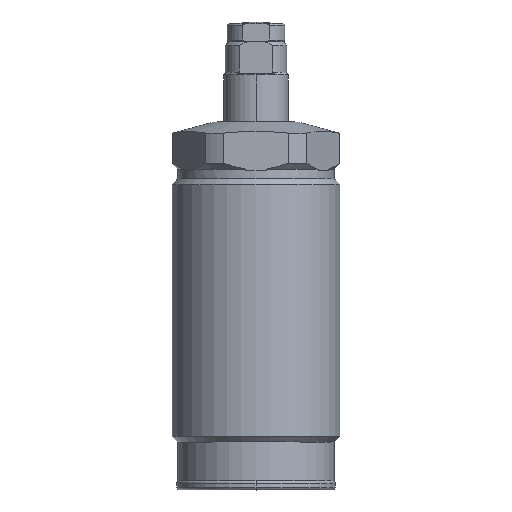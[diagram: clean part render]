
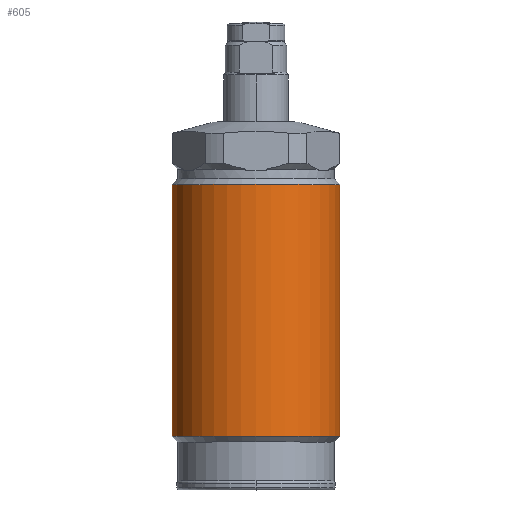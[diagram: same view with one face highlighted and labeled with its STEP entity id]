
A CAD part, top view. The second image highlights one B-rep face of the part: STEP entity #605.
In plain terms, the highlighted cylindrical face has radius 13 mm (diameter 26 mm), a partial arc.
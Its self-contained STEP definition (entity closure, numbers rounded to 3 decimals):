
#290=CYLINDRICAL_SURFACE('',#2479,13.);
#385=LINE('',#3892,#479);
#386=LINE('',#3893,#480);
#479=VECTOR('',#3073,1.);
#480=VECTOR('',#3074,1.);
#605=ADVANCED_FACE('',(#768),#290,.T.);
#768=FACE_OUTER_BOUND('',#905,.T.);
#905=EDGE_LOOP('',(#1330,#1331,#1332,#1333));
#1330=ORIENTED_EDGE('',*,*,#1975,.T.);
#1331=ORIENTED_EDGE('',*,*,#1976,.T.);
#1332=ORIENTED_EDGE('',*,*,#1973,.F.);
#1333=ORIENTED_EDGE('',*,*,#1977,.F.);
#1711=VERTEX_POINT('',#3884);
#1712=VERTEX_POINT('',#3886);
#1713=VERTEX_POINT('',#3890);
#1714=VERTEX_POINT('',#3891);
#1973=EDGE_CURVE('',#1711,#1712,#2214,.T.);
#1975=EDGE_CURVE('',#1713,#1714,#2215,.T.);
#1976=EDGE_CURVE('',#1714,#1712,#385,.T.);
#1977=EDGE_CURVE('',#1713,#1711,#386,.T.);
#2214=CIRCLE('',#2476,13.);
#2215=CIRCLE('',#2478,13.);
#2476=AXIS2_PLACEMENT_3D('',#3885,#3066,#3067);
#2478=AXIS2_PLACEMENT_3D('',#3889,#3071,#3072);
#2479=AXIS2_PLACEMENT_3D('',#3894,#3075,#3076);
#3066=DIRECTION('',(0.,-1.,0.));
#3067=DIRECTION('',(1.,0.,0.));
#3071=DIRECTION('',(0.,-1.,0.));
#3072=DIRECTION('',(1.,0.,0.));
#3073=DIRECTION('',(0.,-1.,0.));
#3074=DIRECTION('',(0.,-1.,0.));
#3075=DIRECTION('',(0.,-1.,0.));
#3076=DIRECTION('',(-1.,0.,0.));
#3884=CARTESIAN_POINT('',(13.,-48.7,0.));
#3885=CARTESIAN_POINT('',(0.,-48.7,0.));
#3886=CARTESIAN_POINT('',(-13.,-48.7,0.));
#3889=CARTESIAN_POINT('',(0.,-9.7,0.));
#3890=CARTESIAN_POINT('',(13.,-9.7,0.));
#3891=CARTESIAN_POINT('',(-13.,-9.7,0.));
#3892=CARTESIAN_POINT('',(-13.,1.,0.));
#3893=CARTESIAN_POINT('',(13.,1.,0.));
#3894=CARTESIAN_POINT('',(0.,1.,0.));
